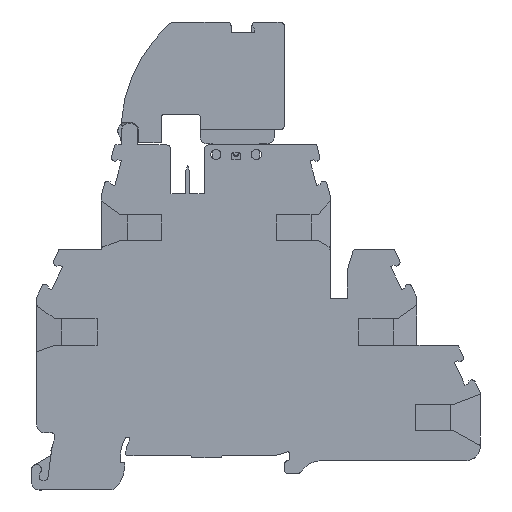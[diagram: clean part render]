
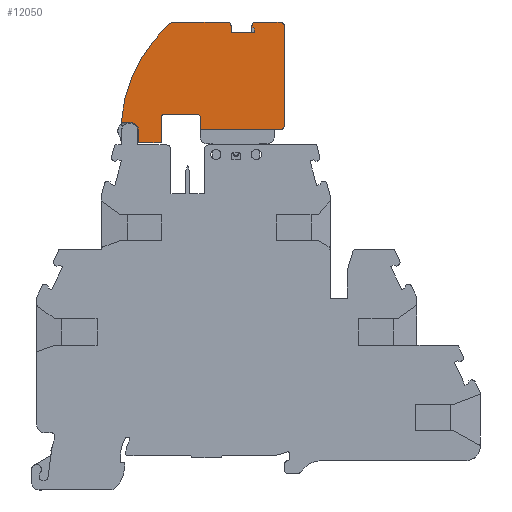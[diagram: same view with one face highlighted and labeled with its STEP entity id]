
A CAD part, front view. The second image highlights one B-rep face of the part: STEP entity #12050.
In plain terms, the highlighted planar face has unit normal (0, -1, 0).
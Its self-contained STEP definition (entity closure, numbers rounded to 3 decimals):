
#451=CIRCLE('',#12738,0.5);
#453=CIRCLE('',#12742,0.5);
#455=CIRCLE('',#12747,0.865);
#456=CIRCLE('',#12748,0.75);
#457=CIRCLE('',#12749,0.75);
#458=CIRCLE('',#12750,1.5);
#459=CIRCLE('',#12751,30.);
#460=CIRCLE('',#12752,1.85);
#461=CIRCLE('',#12753,0.5);
#2115=ORIENTED_EDGE('',*,*,#3993,.F.);
#2116=ORIENTED_EDGE('',*,*,#3994,.F.);
#2117=ORIENTED_EDGE('',*,*,#3995,.T.);
#2118=ORIENTED_EDGE('',*,*,#3996,.T.);
#2119=ORIENTED_EDGE('',*,*,#3997,.T.);
#2120=ORIENTED_EDGE('',*,*,#3998,.T.);
#2121=ORIENTED_EDGE('',*,*,#3999,.T.);
#2122=ORIENTED_EDGE('',*,*,#4000,.T.);
#2123=ORIENTED_EDGE('',*,*,#4001,.T.);
#2124=ORIENTED_EDGE('',*,*,#4002,.F.);
#2125=ORIENTED_EDGE('',*,*,#4003,.T.);
#2126=ORIENTED_EDGE('',*,*,#4004,.F.);
#2127=ORIENTED_EDGE('',*,*,#4005,.T.);
#2128=ORIENTED_EDGE('',*,*,#4006,.T.);
#2129=ORIENTED_EDGE('',*,*,#4007,.T.);
#2130=ORIENTED_EDGE('',*,*,#4008,.T.);
#2131=ORIENTED_EDGE('',*,*,#4009,.F.);
#2132=ORIENTED_EDGE('',*,*,#3528,.T.);
#2133=ORIENTED_EDGE('',*,*,#3979,.F.);
#2134=ORIENTED_EDGE('',*,*,#3983,.F.);
#2135=ORIENTED_EDGE('',*,*,#3985,.F.);
#2136=ORIENTED_EDGE('',*,*,#3991,.F.);
#2137=ORIENTED_EDGE('',*,*,#4010,.F.);
#2138=ORIENTED_EDGE('',*,*,#4011,.F.);
#2139=ORIENTED_EDGE('',*,*,#4012,.F.);
#3528=EDGE_CURVE('',#4800,#4799,#5535,.T.);
#3979=EDGE_CURVE('',#5011,#4799,#451,.T.);
#3983=EDGE_CURVE('',#5014,#5011,#5899,.T.);
#3985=EDGE_CURVE('',#5015,#5014,#453,.T.);
#3991=EDGE_CURVE('',#5018,#5015,#5905,.T.);
#3993=EDGE_CURVE('',#5019,#5020,#455,.T.);
#3994=EDGE_CURVE('',#5021,#5019,#5907,.T.);
#3995=EDGE_CURVE('',#5021,#5022,#456,.T.);
#3996=EDGE_CURVE('',#5022,#5023,#5908,.T.);
#3997=EDGE_CURVE('',#5023,#5024,#5909,.T.);
#3998=EDGE_CURVE('',#5024,#5025,#5910,.T.);
#3999=EDGE_CURVE('',#5025,#5026,#5911,.T.);
#4000=EDGE_CURVE('',#5026,#5027,#5912,.T.);
#4001=EDGE_CURVE('',#5027,#5028,#457,.T.);
#4002=EDGE_CURVE('',#5029,#5028,#5913,.T.);
#4003=EDGE_CURVE('',#5029,#5030,#458,.F.);
#4004=EDGE_CURVE('',#5031,#5030,#459,.T.);
#4005=EDGE_CURVE('',#5031,#5032,#5914,.T.);
#4006=EDGE_CURVE('',#5032,#5033,#460,.F.);
#4007=EDGE_CURVE('',#5033,#5034,#5915,.T.);
#4008=EDGE_CURVE('',#5034,#5035,#5916,.T.);
#4009=EDGE_CURVE('',#4800,#5035,#5917,.T.);
#4010=EDGE_CURVE('',#5036,#5018,#5918,.T.);
#4011=EDGE_CURVE('',#5037,#5036,#461,.T.);
#4012=EDGE_CURVE('',#5020,#5037,#5919,.T.);
#4799=VERTEX_POINT('',#16405);
#4800=VERTEX_POINT('',#16407);
#5011=VERTEX_POINT('',#17383);
#5014=VERTEX_POINT('',#17391);
#5015=VERTEX_POINT('',#17395);
#5018=VERTEX_POINT('',#17405);
#5019=VERTEX_POINT('',#17411);
#5020=VERTEX_POINT('',#17412);
#5021=VERTEX_POINT('',#17414);
#5022=VERTEX_POINT('',#17416);
#5023=VERTEX_POINT('',#17418);
#5024=VERTEX_POINT('',#17420);
#5025=VERTEX_POINT('',#17422);
#5026=VERTEX_POINT('',#17424);
#5027=VERTEX_POINT('',#17426);
#5028=VERTEX_POINT('',#17428);
#5029=VERTEX_POINT('',#17430);
#5030=VERTEX_POINT('',#17432);
#5031=VERTEX_POINT('',#17434);
#5032=VERTEX_POINT('',#17436);
#5033=VERTEX_POINT('',#17438);
#5034=VERTEX_POINT('',#17440);
#5035=VERTEX_POINT('',#17442);
#5036=VERTEX_POINT('',#17445);
#5037=VERTEX_POINT('',#17447);
#5535=LINE('',#16406,#6430);
#5899=LINE('',#17392,#6794);
#5905=LINE('',#17406,#6800);
#5907=LINE('',#17413,#6802);
#5908=LINE('',#17417,#6803);
#5909=LINE('',#17419,#6804);
#5910=LINE('',#17421,#6805);
#5911=LINE('',#17423,#6806);
#5912=LINE('',#17425,#6807);
#5913=LINE('',#17429,#6808);
#5914=LINE('',#17435,#6809);
#5915=LINE('',#17439,#6810);
#5916=LINE('',#17441,#6811);
#5917=LINE('',#17443,#6812);
#5918=LINE('',#17444,#6813);
#5919=LINE('',#17448,#6814);
#6430=VECTOR('',#13635,1000.);
#6794=VECTOR('',#14641,1000.);
#6800=VECTOR('',#14655,1000.);
#6802=VECTOR('',#14663,1000.);
#6803=VECTOR('',#14666,1000.);
#6804=VECTOR('',#14667,1000.);
#6805=VECTOR('',#14668,1000.);
#6806=VECTOR('',#14669,1000.);
#6807=VECTOR('',#14670,1000.);
#6808=VECTOR('',#14673,1000.);
#6809=VECTOR('',#14678,1000.);
#6810=VECTOR('',#14681,1000.);
#6811=VECTOR('',#14682,1000.);
#6812=VECTOR('',#14683,1000.);
#6813=VECTOR('',#14684,1000.);
#6814=VECTOR('',#14687,1000.);
#7373=EDGE_LOOP('',(#2115,#2116,#2117,#2118,#2119,#2120,#2121,#2122,#2123,
#2124,#2125,#2126,#2127,#2128,#2129,#2130,#2131,#2132,#2133,#2134,#2135,
#2136,#2137,#2138,#2139));
#7909=FACE_BOUND('',#7373,.T.);
#8310=PLANE('',#12746);
#12050=ADVANCED_FACE('',(#7909),#8310,.F.);
#12738=AXIS2_PLACEMENT_3D('',#17385,#14633,#14634);
#12742=AXIS2_PLACEMENT_3D('',#17397,#14645,#14646);
#12746=AXIS2_PLACEMENT_3D('',#17409,#14659,#14660);
#12747=AXIS2_PLACEMENT_3D('',#17410,#14661,#14662);
#12748=AXIS2_PLACEMENT_3D('',#17415,#14664,#14665);
#12749=AXIS2_PLACEMENT_3D('',#17427,#14671,#14672);
#12750=AXIS2_PLACEMENT_3D('',#17431,#14674,#14675);
#12751=AXIS2_PLACEMENT_3D('',#17433,#14676,#14677);
#12752=AXIS2_PLACEMENT_3D('',#17437,#14679,#14680);
#12753=AXIS2_PLACEMENT_3D('',#17446,#14685,#14686);
#13635=DIRECTION('',(0.,0.,1.));
#14633=DIRECTION('',(0.,-1.,0.));
#14634=DIRECTION('',(1.,0.,0.));
#14641=DIRECTION('',(-1.,0.,0.));
#14645=DIRECTION('',(0.,-1.,0.));
#14646=DIRECTION('',(1.,0.,0.));
#14655=DIRECTION('',(0.,0.,1.));
#14659=DIRECTION('',(0.,1.,0.));
#14660=DIRECTION('',(0.,0.,1.));
#14661=DIRECTION('',(0.,1.,0.));
#14662=DIRECTION('',(1.,0.,0.));
#14663=DIRECTION('',(1.,0.,0.));
#14664=DIRECTION('',(0.,-1.,0.));
#14665=DIRECTION('',(1.,0.,0.));
#14666=DIRECTION('',(0.,0.,-1.));
#14667=DIRECTION('',(0.766,0.,-0.643));
#14668=DIRECTION('',(0.,0.,-1.));
#14669=DIRECTION('',(-1.,0.,0.));
#14670=DIRECTION('',(0.,0.,1.));
#14671=DIRECTION('',(0.,-1.,0.));
#14672=DIRECTION('',(1.,0.,0.));
#14673=DIRECTION('',(1.,0.,0.));
#14674=DIRECTION('',(0.,1.,0.));
#14675=DIRECTION('',(0.,0.,1.));
#14676=DIRECTION('',(0.,1.,0.));
#14677=DIRECTION('',(0.,0.,1.));
#14678=DIRECTION('',(1.,0.,0.));
#14679=DIRECTION('',(0.,-1.,0.));
#14680=DIRECTION('',(0.,0.,-1.));
#14681=DIRECTION('',(0.149,0.,-0.989));
#14682=DIRECTION('',(0.,0.,-1.));
#14683=DIRECTION('',(-1.,0.,0.));
#14684=DIRECTION('',(-1.,0.,0.));
#14685=DIRECTION('',(0.,1.,0.));
#14686=DIRECTION('',(1.,0.,0.));
#14687=DIRECTION('',(0.,0.,-1.));
#16405=CARTESIAN_POINT('',(-40.74,-0.5,40.78));
#16406=CARTESIAN_POINT('',(-40.74,-0.5,42.43));
#16407=CARTESIAN_POINT('',(-40.74,-0.5,35.55));
#17383=CARTESIAN_POINT('',(-40.24,-0.5,41.28));
#17385=CARTESIAN_POINT('',(-40.24,-0.5,40.78));
#17391=CARTESIAN_POINT('',(-33.24,-0.5,41.28));
#17392=CARTESIAN_POINT('',(-33.24,-0.5,41.28));
#17395=CARTESIAN_POINT('',(-32.74,-0.5,40.78));
#17397=CARTESIAN_POINT('',(-33.24,-0.5,40.78));
#17405=CARTESIAN_POINT('',(-32.74,-0.5,38.28));
#17406=CARTESIAN_POINT('',(-32.74,-0.5,40.78));
#17409=CARTESIAN_POINT('',(-49.14,-0.5,18.274));
#17410=CARTESIAN_POINT('',(-16.355,-0.5,59.415));
#17411=CARTESIAN_POINT('',(-16.355,-0.5,60.28));
#17412=CARTESIAN_POINT('',(-15.54,-0.5,59.705));
#17413=CARTESIAN_POINT('',(-50.04,-0.5,60.28));
#17414=CARTESIAN_POINT('',(-21.36,-0.5,60.28));
#17415=CARTESIAN_POINT('',(-21.36,-0.5,59.53));
#17416=CARTESIAN_POINT('',(-22.11,-0.5,59.53));
#17417=CARTESIAN_POINT('',(-22.11,-0.5,59.24));
#17418=CARTESIAN_POINT('',(-22.11,-0.5,59.24));
#17419=CARTESIAN_POINT('',(-21.66,-0.5,58.862));
#17420=CARTESIAN_POINT('',(-21.66,-0.5,58.862));
#17421=CARTESIAN_POINT('',(-21.66,-0.5,58.13));
#17422=CARTESIAN_POINT('',(-21.66,-0.5,58.13));
#17423=CARTESIAN_POINT('',(-25.89,-0.5,58.13));
#17424=CARTESIAN_POINT('',(-26.41,-0.5,58.13));
#17425=CARTESIAN_POINT('',(-26.41,-0.5,59.53));
#17426=CARTESIAN_POINT('',(-26.41,-0.5,59.53));
#17427=CARTESIAN_POINT('',(-27.16,-0.5,59.53));
#17428=CARTESIAN_POINT('',(-27.16,-0.5,60.28));
#17429=CARTESIAN_POINT('',(-50.04,-0.5,60.28));
#17430=CARTESIAN_POINT('',(-37.997,-0.5,60.28));
#17431=CARTESIAN_POINT('',(-37.997,-0.5,58.78));
#17432=CARTESIAN_POINT('',(-38.996,-0.5,59.898));
#17433=CARTESIAN_POINT('',(-19.001,-0.5,37.533));
#17434=CARTESIAN_POINT('',(-48.919,-0.5,39.75));
#17435=CARTESIAN_POINT('',(-47.2,-0.5,39.75));
#17436=CARTESIAN_POINT('',(-47.2,-0.5,39.75));
#17437=CARTESIAN_POINT('',(-47.2,-0.5,37.9));
#17438=CARTESIAN_POINT('',(-45.352,-0.5,37.981));
#17439=CARTESIAN_POINT('',(-45.352,-0.5,37.981));
#17440=CARTESIAN_POINT('',(-45.34,-0.5,37.9));
#17441=CARTESIAN_POINT('',(-45.34,-0.5,37.9));
#17442=CARTESIAN_POINT('',(-45.34,-0.5,35.55));
#17443=CARTESIAN_POINT('',(-47.69,-0.5,35.55));
#17444=CARTESIAN_POINT('',(-32.74,-0.5,38.28));
#17445=CARTESIAN_POINT('',(-16.04,-0.5,38.28));
#17446=CARTESIAN_POINT('',(-16.04,-0.5,38.78));
#17447=CARTESIAN_POINT('',(-15.54,-0.5,38.78));
#17448=CARTESIAN_POINT('',(-15.54,-0.5,53.78));
